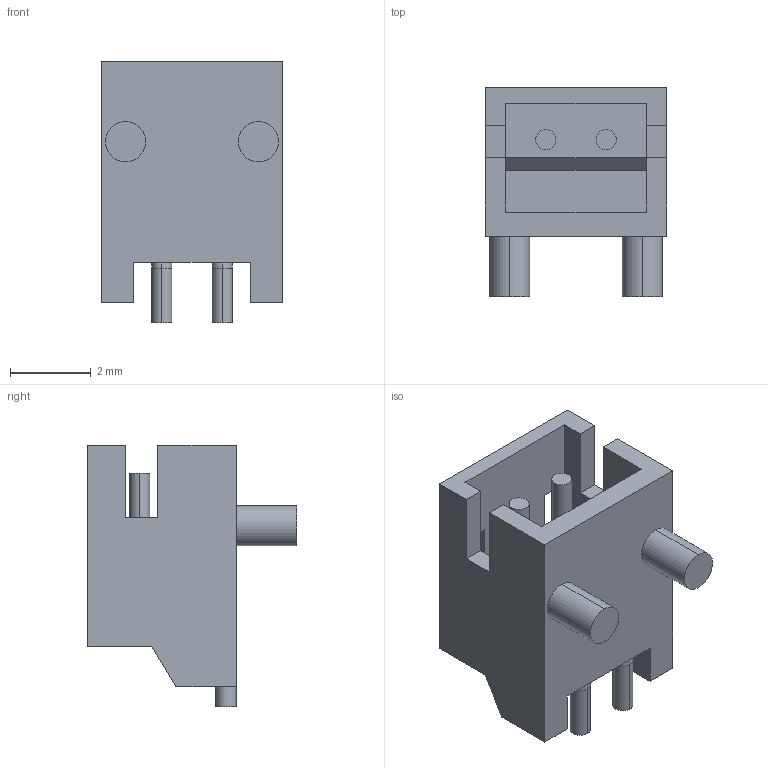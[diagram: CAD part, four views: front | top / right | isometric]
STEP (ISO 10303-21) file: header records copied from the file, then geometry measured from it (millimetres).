
FILE_DESCRIPTION (( 'STEP AP214' ), '1' );
FILE_NAME ('S2B-ZR-SM2.STEP', '2010-06-16T04:59:20', ( ' ' ), ( ' ' ), 'SwSTEP 2.0', 'SolidWorks 2005235', '' );
FILE_SCHEMA (( 'AUTOMOTIVE_DESIGN' ));
Length unit declared in the file: millimetre
Products named in the file (1): S2B-ZR-SM2
Bounding box: 4.5 x 5.2 x 6.5 mm (x, y, z)
Volume: 56.2 mm3; surface area: 186.6 mm2
Topology: 1 solids, 1 shells, 54 faces, 144 edges, 94 vertices
Faces by surface type: plane 38, cylinder 12, torus 4
Entity records: 2321 total; most frequent: CARTESIAN_POINT 329, ORIENTED_EDGE 288, DIRECTION 278, EDGE_CURVE 144, VECTOR 112, LINE 112, VERTEX_POINT 94, AXIS2_PLACEMENT_3D 83
